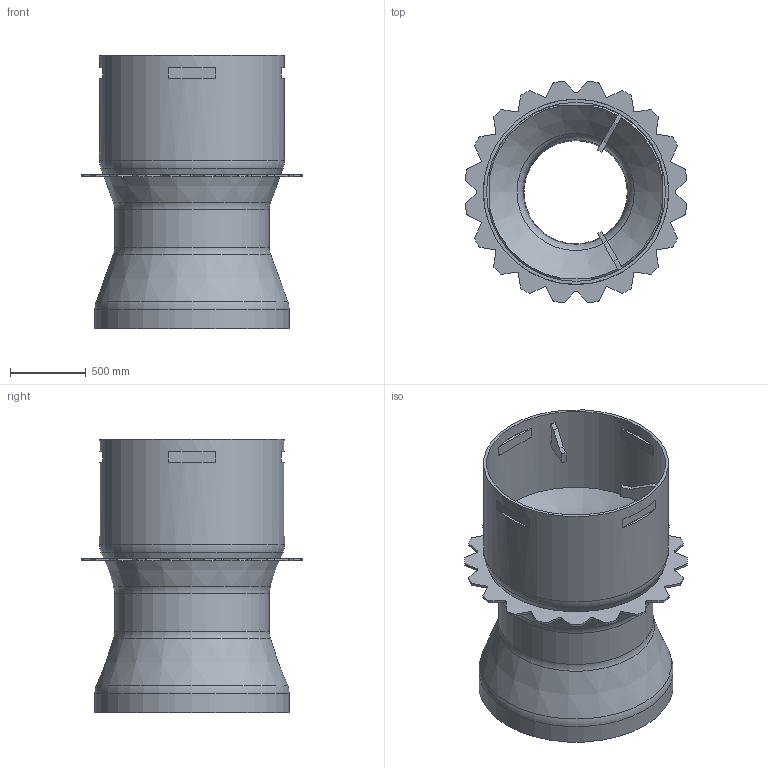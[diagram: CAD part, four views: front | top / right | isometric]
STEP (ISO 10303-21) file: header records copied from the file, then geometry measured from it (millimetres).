
FILE_DESCRIPTION(/* description */ (''),/* implementation_level */ '2;1');
FILE_NAME(/* name */ '16313.070X_3D.stp',/* time_stamp */ '2024-12-12T07:23:46+01:00',/* author */ ('CAD'),/* organization */ (''),/* preprocessor_version */ 'ST-DEVELOPER v20',/* originating_system */ 'AutoCAD Mechanical',/* authorisation */ '');
FILE_SCHEMA (('AUTOMOTIVE_DESIGN { 1 0 10303 214 3 1 1 }'));
Length unit declared in the file: centimetre
Products named in the file (1): Product
Bounding box: 1460.35 x 1460.35 x 1800 mm (x, y, z)
Volume: 189794383.7 mm3; surface area: 20882642.3 mm2
Topology: 5 solids, 5 shells, 205 faces, 580 edges, 382 vertices
Faces by surface type: plane 97, cylinder 89, torus 10, cone 9
Full cylindrical faces by diameter (mm): 693 x1, 725 x1, 980 x1, 1020 x1, 1170 x1, 1180 x1, 1220 x1, 1240 x1, 1280 x1
Entity records: 6785 total; most frequent: DIRECTION 1240, CARTESIAN_POINT 1168, ORIENTED_EDGE 1160, EDGE_CURVE 580, AXIS2_PLACEMENT_3D 454, VERTEX_POINT 382, LINE 332, VECTOR 332
